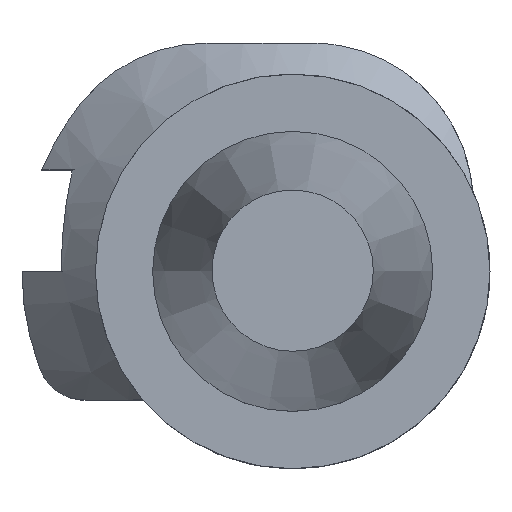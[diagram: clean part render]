
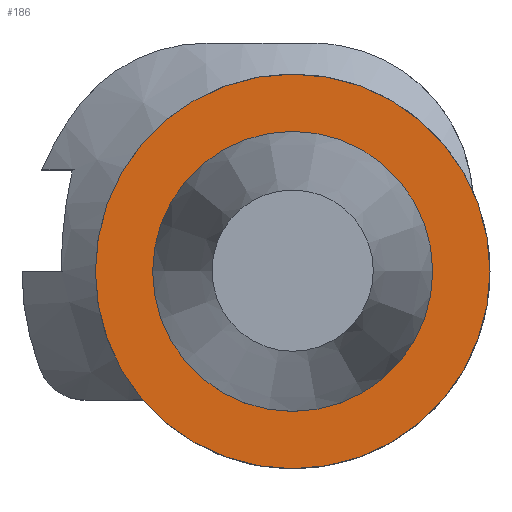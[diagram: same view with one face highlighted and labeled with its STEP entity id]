
A CAD part, top view. The second image highlights one B-rep face of the part: STEP entity #186.
In plain terms, the highlighted planar face has unit normal (0, 0, 1).
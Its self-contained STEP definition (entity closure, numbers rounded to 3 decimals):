
#124=EDGE_CURVE('Unnamed[1]',#373,#373,#374,.T.);
#186=ADVANCED_FACE('Unnamed[1]',(#470,#471),#472,.T.);
#224=EDGE_CURVE('Unnamed[1]',#531,#531,#532,.T.);
#373=VERTEX_POINT('',#704);
#374=CIRCLE('',#705,49.213);
#470=FACE_OUTER_BOUND('',#843,.T.);
#471=FACE_BOUND('',#844,.T.);
#472=PLANE('',#845);
#531=VERTEX_POINT('',#971);
#532=CIRCLE('',#972,34.925);
#704=CARTESIAN_POINT('',(-49.213,0.,-1.5));
#705=AXIS2_PLACEMENT_3D('',#1271,#1272,#1273);
#843=EDGE_LOOP('',(#1386));
#844=EDGE_LOOP('',(#1387));
#845=AXIS2_PLACEMENT_3D('',#1388,#1389,#1390);
#971=CARTESIAN_POINT('',(-34.925,0.,-1.5));
#972=AXIS2_PLACEMENT_3D('',#1443,#1444,#1445);
#1271=CARTESIAN_POINT('',(0.,0.,-1.5));
#1272=DIRECTION('',(0.,0.,-1.0));
#1273=DIRECTION('',(-1.0,0.,0.));
#1386=ORIENTED_EDGE('',*,*,#124,.F.);
#1387=ORIENTED_EDGE('',*,*,#224,.T.);
#1388=CARTESIAN_POINT('',(-42.069,0.,-1.5));
#1389=DIRECTION('',(0.,0.,1.0));
#1390=DIRECTION('',(1.0,0.,0.));
#1443=CARTESIAN_POINT('',(0.,0.,-1.5));
#1444=DIRECTION('',(0.,0.,-1.0));
#1445=DIRECTION('',(-1.0,0.,0.));
